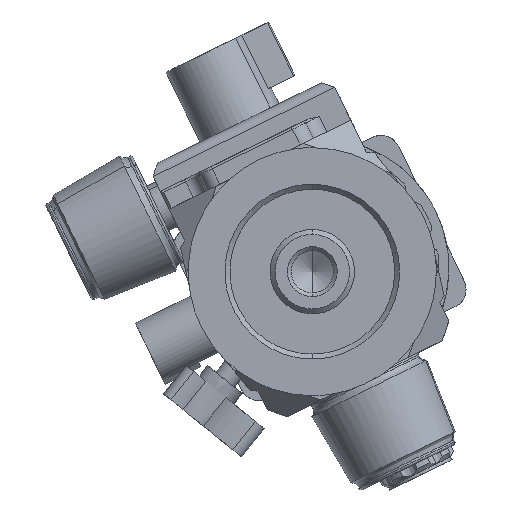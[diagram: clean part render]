
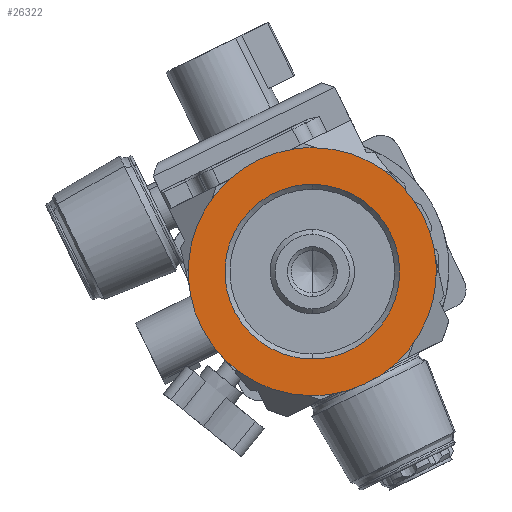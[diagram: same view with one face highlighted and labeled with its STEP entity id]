
A CAD part, front view. The second image highlights one B-rep face of the part: STEP entity #26322.
In plain terms, the highlighted free-form (B-spline) face has degree [1, 1] with [2, 2] control points.
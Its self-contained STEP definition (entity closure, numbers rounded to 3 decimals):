
#25972 = VERTEX_POINT('',#25973);
#25973 = CARTESIAN_POINT('',(0.,0.,-18.769));
#25978 = EDGE_CURVE('',#25972,#25979,#25981,.T.);
#25979 = VERTEX_POINT('',#25980);
#25980 = CARTESIAN_POINT('',(0.,0.,18.769));
#25981 = ( BOUNDED_CURVE() B_SPLINE_CURVE(2,(#25982,#25983,#25984,#25985
,#25986),.UNSPECIFIED.,.F.,.F.) B_SPLINE_CURVE_WITH_KNOTS((3,2,3),(
    3.142,4.712,6.283),
.PIECEWISE_BEZIER_KNOTS.) CURVE() GEOMETRIC_REPRESENTATION_ITEM() 
RATIONAL_B_SPLINE_CURVE((1.,0.707,1.,0.707,1.)) 
REPRESENTATION_ITEM('') );
#25982 = CARTESIAN_POINT('',(0.,0.,-18.769));
#25983 = CARTESIAN_POINT('',(-18.769,0.,-18.769));
#25984 = CARTESIAN_POINT('',(-18.769,0.,0.));
#25985 = CARTESIAN_POINT('',(-18.769,0.,18.769));
#25986 = CARTESIAN_POINT('',(0.,0.,18.769));
#26238 = VERTEX_POINT('',#26239);
#26239 = CARTESIAN_POINT('',(0.,0.,26.661));
#26244 = EDGE_CURVE('',#26238,#26245,#26247,.T.);
#26245 = VERTEX_POINT('',#26246);
#26246 = CARTESIAN_POINT('',(0.,0.,-26.661));
#26247 = ( BOUNDED_CURVE() B_SPLINE_CURVE(2,(#26248,#26249,#26250,#26251
,#26252),.UNSPECIFIED.,.F.,.F.) B_SPLINE_CURVE_WITH_KNOTS((3,2,3),(0.,
1.571,3.142),.PIECEWISE_BEZIER_KNOTS.) CURVE() 
GEOMETRIC_REPRESENTATION_ITEM() RATIONAL_B_SPLINE_CURVE((1.,
0.707,1.,0.707,1.)) REPRESENTATION_ITEM('') );
#26248 = CARTESIAN_POINT('',(0.,0.,26.661));
#26249 = CARTESIAN_POINT('',(26.661,0.,26.661));
#26250 = CARTESIAN_POINT('',(26.661,0.,0.));
#26251 = CARTESIAN_POINT('',(26.661,0.,-26.661));
#26252 = CARTESIAN_POINT('',(0.,0.,-26.661));
#26283 = EDGE_CURVE('',#26245,#26238,#26284,.T.);
#26284 = ( BOUNDED_CURVE() B_SPLINE_CURVE(2,(#26285,#26286,#26287,#26288
,#26289),.UNSPECIFIED.,.F.,.F.) B_SPLINE_CURVE_WITH_KNOTS((3,2,3),(
    3.142,4.712,6.283),
.PIECEWISE_BEZIER_KNOTS.) CURVE() GEOMETRIC_REPRESENTATION_ITEM() 
RATIONAL_B_SPLINE_CURVE((1.,0.707,1.,0.707,1.)) 
REPRESENTATION_ITEM('') );
#26285 = CARTESIAN_POINT('',(0.,0.,-26.661));
#26286 = CARTESIAN_POINT('',(-26.661,0.,-26.661));
#26287 = CARTESIAN_POINT('',(-26.661,0.,0.));
#26288 = CARTESIAN_POINT('',(-26.661,0.,26.661));
#26289 = CARTESIAN_POINT('',(0.,0.,26.661));
#26322 = ADVANCED_FACE('',(#26323,#26334),#26338,.F.);
#26323 = FACE_BOUND('',#26324,.T.);
#26324 = EDGE_LOOP('',(#26325,#26326));
#26325 = ORIENTED_EDGE('',*,*,#25978,.T.);
#26326 = ORIENTED_EDGE('',*,*,#26327,.T.);
#26327 = EDGE_CURVE('',#25979,#25972,#26328,.T.);
#26328 = ( BOUNDED_CURVE() B_SPLINE_CURVE(2,(#26329,#26330,#26331,#26332
,#26333),.UNSPECIFIED.,.F.,.F.) B_SPLINE_CURVE_WITH_KNOTS((3,2,3),(0.,
1.571,3.142),.PIECEWISE_BEZIER_KNOTS.) CURVE() 
GEOMETRIC_REPRESENTATION_ITEM() RATIONAL_B_SPLINE_CURVE((1.,
0.707,1.,0.707,1.)) REPRESENTATION_ITEM('') );
#26329 = CARTESIAN_POINT('',(0.,0.,18.769));
#26330 = CARTESIAN_POINT('',(18.769,0.,18.769));
#26331 = CARTESIAN_POINT('',(18.769,0.,0.));
#26332 = CARTESIAN_POINT('',(18.769,0.,-18.769));
#26333 = CARTESIAN_POINT('',(0.,0.,-18.769));
#26334 = FACE_BOUND('',#26335,.T.);
#26335 = EDGE_LOOP('',(#26336,#26337));
#26336 = ORIENTED_EDGE('',*,*,#26283,.F.);
#26337 = ORIENTED_EDGE('',*,*,#26244,.F.);
#26338 = B_SPLINE_SURFACE_WITH_KNOTS('',1,1,(
    (#26339,#26340)
    ,(#26341,#26342
    )),.UNSPECIFIED.,.F.,.F.,.F.,(2,2),(2,2),(-25.,25.),(-25.,25.),
  .PIECEWISE_BEZIER_KNOTS.);
#26339 = CARTESIAN_POINT('',(-26.661,0.,-26.661));
#26340 = CARTESIAN_POINT('',(26.661,0.,-26.661));
#26341 = CARTESIAN_POINT('',(-26.661,0.,26.661));
#26342 = CARTESIAN_POINT('',(26.661,0.,26.661));
